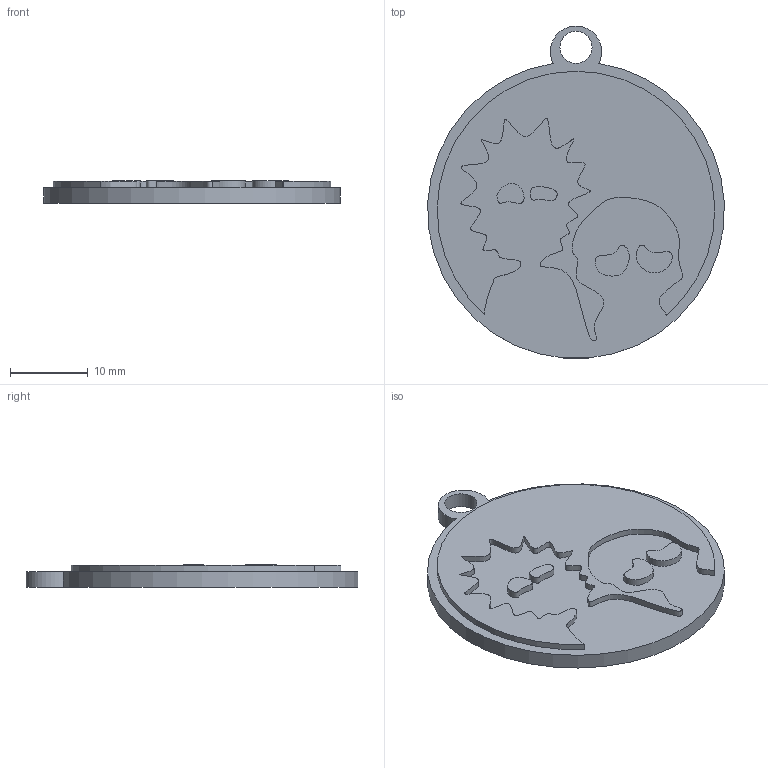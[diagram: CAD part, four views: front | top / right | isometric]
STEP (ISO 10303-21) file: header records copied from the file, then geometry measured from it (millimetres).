
FILE_DESCRIPTION(/* description */ ('STEP AP242','CAx-IF Rec.Pracs.---Representation and Presentation of Product Manufacturing Information (PMI)---4.0---2014-10-13','CAx-IF Rec.Pracs.---3D Tessellated Geometry---0.4---2014-09-14','2;1'),/* implementation_level */ '2;1');
FILE_NAME(/* name */ '678b55cad1fb0d0da78fdc6c',/* time_stamp */ '2025-01-18T07:18:35Z',/* author */ (''),/* organization */ (''),/* preprocessor_version */ 'ST-DEVELOPER v20',/* originating_system */ 'ONSHAPE BY PTC INC, 1.192',/* authorisation */ ' ');
FILE_SCHEMA (('AP242_MANAGED_MODEL_BASED_3D_ENGINEERING_MIM_LF { 1 0 10303 442 1 1 4 }'));
Length unit declared in the file: metre
Products named in the file (1): Part 1
Bounding box: 38.05 x 42.59 x 2.89 mm (x, y, z)
Volume: 2566.4 mm3; surface area: 3891.1 mm2
Topology: 1 solids, 2 shells, 21 faces, 36 edges, 24 vertices
Faces by surface type: plane 9, cylinder 6, bspline 6
Full cylindrical faces by diameter (mm): 4.119 x1, 25.838 x1
Entity records: 1247 total; most frequent: CARTESIAN_POINT 754, DIRECTION 62, ORIENTED_EDGE 60, EDGE_LOOP 34, FACE_BOUND 34, EDGE_CURVE 30, AXIS2_PLACEMENT_3D 28, VERTEX_POINT 24
